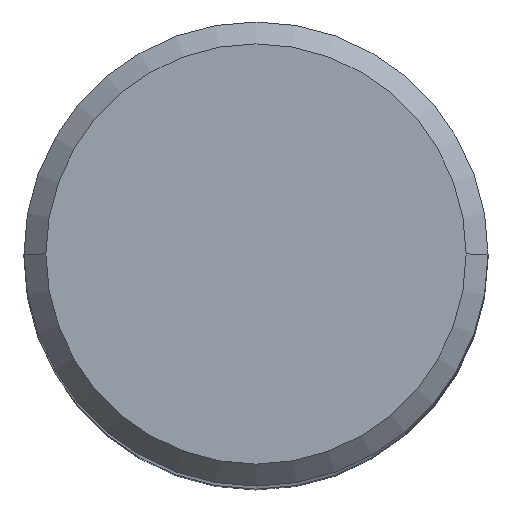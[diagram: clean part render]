
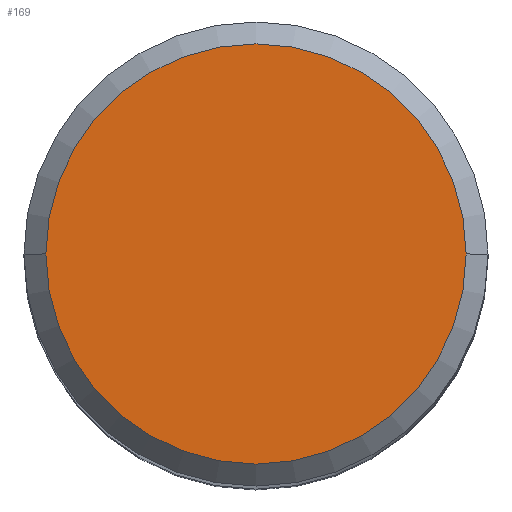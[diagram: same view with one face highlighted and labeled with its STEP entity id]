
A CAD part, top view. The second image highlights one B-rep face of the part: STEP entity #169.
In plain terms, the highlighted planar face has unit normal (0, 0, 1).
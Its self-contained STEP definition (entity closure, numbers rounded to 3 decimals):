
#45=PLANE('',#1833);
#169=ADVANCED_FACE('',(#298),#45,.T.);
#298=FACE_OUTER_BOUND('',#392,.T.);
#392=EDGE_LOOP('',(#672,#673,#674,#675));
#672=ORIENTED_EDGE('',*,*,#1093,.T.);
#673=ORIENTED_EDGE('',*,*,#1097,.T.);
#674=ORIENTED_EDGE('',*,*,#1096,.T.);
#675=ORIENTED_EDGE('',*,*,#1094,.T.);
#916=VERTEX_POINT('',#3059);
#917=VERTEX_POINT('',#3061);
#918=VERTEX_POINT('',#3063);
#919=VERTEX_POINT('',#3067);
#1093=EDGE_CURVE('',#917,#916,#1322,.T.);
#1094=EDGE_CURVE('',#918,#917,#1323,.T.);
#1096=EDGE_CURVE('',#919,#918,#1324,.T.);
#1097=EDGE_CURVE('',#916,#919,#1325,.T.);
#1322=CIRCLE('',#1827,11.5);
#1323=CIRCLE('',#1828,11.5);
#1324=CIRCLE('',#1830,11.5);
#1325=CIRCLE('',#1831,11.5);
#1827=AXIS2_PLACEMENT_3D('',#3060,#2296,#2297);
#1828=AXIS2_PLACEMENT_3D('',#3062,#2298,#2299);
#1830=AXIS2_PLACEMENT_3D('',#3066,#2303,#2304);
#1831=AXIS2_PLACEMENT_3D('',#3068,#2305,#2306);
#1833=AXIS2_PLACEMENT_3D('',#3070,#2309,#2310);
#2296=DIRECTION('',(0.,0.,1.));
#2297=DIRECTION('',(0.,-1.,0.));
#2298=DIRECTION('',(0.,0.,1.));
#2299=DIRECTION('',(-1.,0.,0.));
#2303=DIRECTION('',(0.,0.,1.));
#2304=DIRECTION('',(0.,1.,0.));
#2305=DIRECTION('',(0.,0.,1.));
#2306=DIRECTION('',(1.,0.,0.));
#2309=DIRECTION('',(0.,0.,1.));
#2310=DIRECTION('',(-1.,0.,0.));
#3059=CARTESIAN_POINT('',(11.5,0.,0.));
#3060=CARTESIAN_POINT('',(0.,0.,0.));
#3061=CARTESIAN_POINT('',(0.,-11.5,0.));
#3062=CARTESIAN_POINT('',(0.,0.,0.));
#3063=CARTESIAN_POINT('',(-11.5,0.,0.));
#3066=CARTESIAN_POINT('',(0.,0.,0.));
#3067=CARTESIAN_POINT('',(0.,11.5,0.));
#3068=CARTESIAN_POINT('',(0.,0.,0.));
#3070=CARTESIAN_POINT('',(0.,0.,0.));
